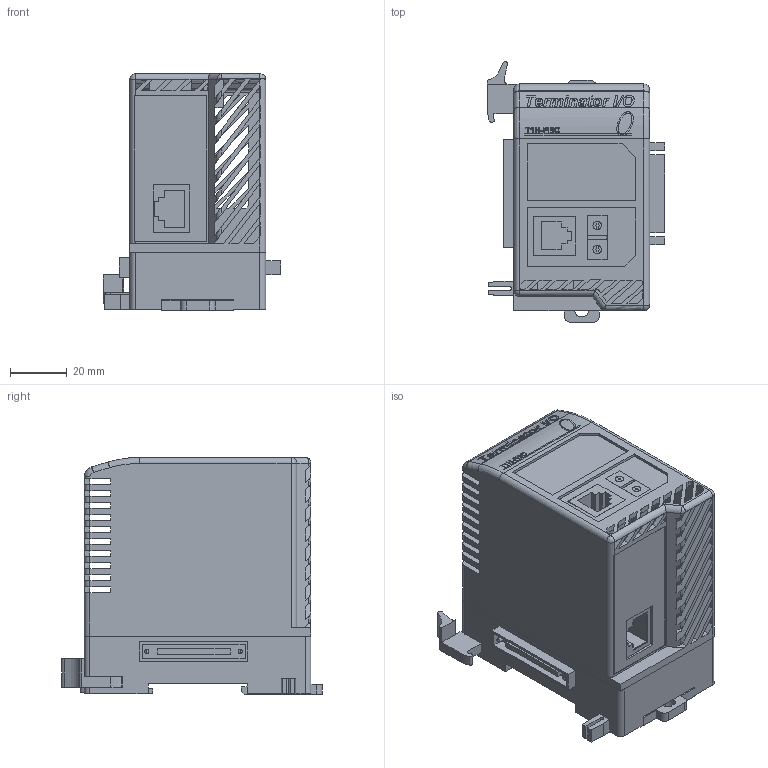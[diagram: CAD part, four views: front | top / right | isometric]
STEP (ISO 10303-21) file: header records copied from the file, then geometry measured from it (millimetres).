
FILE_DESCRIPTION (( 'STEP AP214' ), '1' );
FILE_NAME ('T1H-PBC.STEP', '2013-11-05T19:47:56', ( '' ), ( '' ), 'SwSTEP 2.0', 'SolidWorks 2013', '' );
FILE_SCHEMA (( 'AUTOMOTIVE_DESIGN' ));
Length unit declared in the file: millimetre
Products named in the file (1): T1H-PBC
Bounding box: 62.5 x 91.95 x 83.59 mm (x, y, z)
Volume: 106196.1 mm3; surface area: 59195.7 mm2
Topology: 22 solids, 22 shells, 973 faces, 2812 edges, 1849 vertices
Faces by surface type: plane 732, bspline 160, cylinder 72, sphere 7, torus 2
Entity records: 47887 total; most frequent: CARTESIAN_POINT 13266, ORIENTED_EDGE 5618, DIRECTION 4247, EDGE_CURVE 2809, LINE 2275, VECTOR 2275, VERTEX_POINT 1849, EDGE_LOOP 1084
